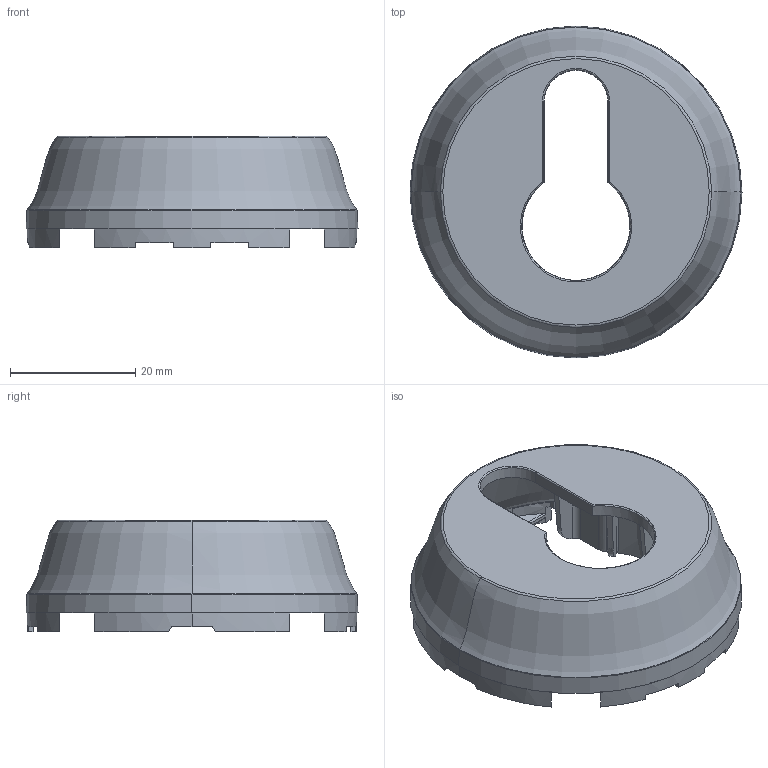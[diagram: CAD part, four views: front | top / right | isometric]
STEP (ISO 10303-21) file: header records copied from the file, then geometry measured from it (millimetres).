
FILE_DESCRIPTION(('CATIA V5 STEP Exchange','CAx-IF Rec.Pracs.--- Model Styling and Organization---1.5--- 2016-08-15','CAx-IF Rec.Pracs.---Supplemental Geometry---1.0---2011-11-01','CAx-IF Rec.Pracs.--- Composite Materials ---1.1---2010-07-15'),'2;1');
FILE_NAME('CB0071s.stp','2023-10-05T08:51:42+00:00',('none'),('none'),'CATIA Version 5-6 Release 2020 SP3','CATIA V5 STEP AP214 v2','none');
FILE_SCHEMA(('AUTOMOTIVE_DESIGN { 1 0 10303 214 1 1 1 1 }'));
Length unit declared in the file: millimetre
Products named in the file (1): 0043C65
Bounding box: 53 x 53 x 17.8 mm (x, y, z)
Volume: 7294.8 mm3; surface area: 9055.3 mm2
Topology: 1 solids, 1 shells, 245 faces, 684 edges, 438 vertices
Faces by surface type: plane 81, bspline 48, cylinder 44, cone 36, torus 24, revolution 8, sphere 4
Entity records: 9635 total; most frequent: CARTESIAN_POINT 4456, ORIENTED_EDGE 1360, EDGE_CURVE 680, DIRECTION 594, VERTEX_POINT 438, B_SPLINE_CURVE_WITH_KNOTS 406, AXIS2_PLACEMENT_3D 281, EDGE_LOOP 248
